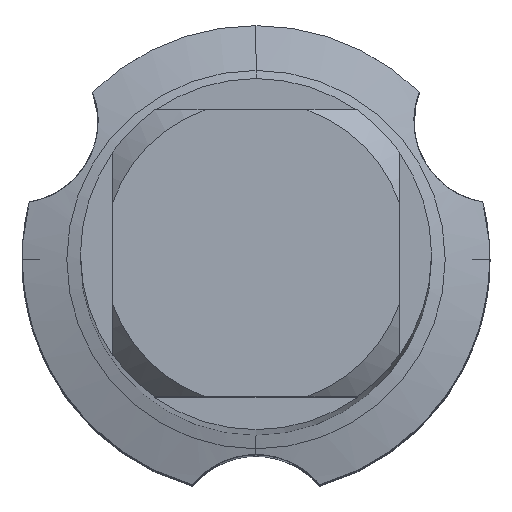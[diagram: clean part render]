
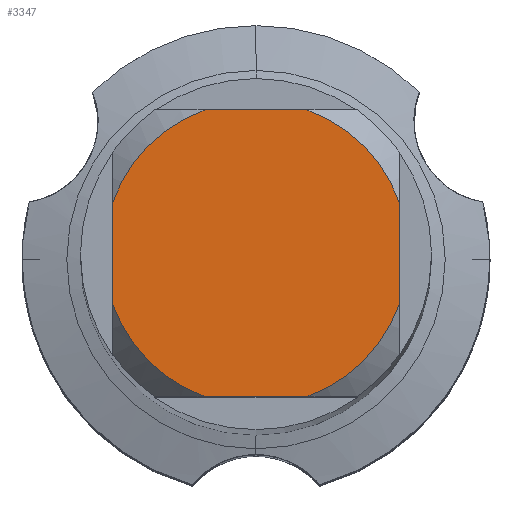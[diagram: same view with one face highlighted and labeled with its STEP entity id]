
A CAD part, top view. The second image highlights one B-rep face of the part: STEP entity #3347.
In plain terms, the highlighted planar face has unit normal (0, 0, 1).
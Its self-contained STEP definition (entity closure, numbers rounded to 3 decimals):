
#2911=VERTEX_POINT('',#8647);
#3347=ADVANCED_FACE('',(#9122),#9123,.T.);
#3379=EDGE_CURVE('',#2911,#6825,#9157,.T.);
#3553=EDGE_CURVE('',#6353,#5753,#9348,.T.);
#3855=EDGE_CURVE('',#2911,#5753,#9678,.T.);
#4133=EDGE_CURVE('',#4251,#6357,#9979,.T.);
#4159=EDGE_CURVE('',#8007,#6357,#10006,.T.);
#4251=VERTEX_POINT('',#10104);
#4315=EDGE_CURVE('',#8007,#5927,#10175,.T.);
#5753=VERTEX_POINT('',#11750);
#5927=VERTEX_POINT('',#11942);
#6353=VERTEX_POINT('',#12410);
#6357=VERTEX_POINT('',#12414);
#6773=EDGE_CURVE('',#6353,#5927,#12865,.T.);
#6787=EDGE_CURVE('',#4251,#6825,#12880,.T.);
#6825=VERTEX_POINT('',#12920);
#8007=VERTEX_POINT('',#14197);
#8647=CARTESIAN_POINT('',(2.45,-0.87,0.0));
#9122=FACE_OUTER_BOUND('',#15705,.T.);
#9123=PLANE('',#15706);
#9157=CIRCLE('',#15756,2.6);
#9348=CIRCLE('',#16048,2.6);
#9678=LINE('',#16540,#16541);
#9979=CIRCLE('',#17044,2.6);
#10006=LINE('',#17121,#17122);
#10104=CARTESIAN_POINT('',(-0.87,-2.45,0.0));
#10175=CIRCLE('',#17376,2.6);
#11750=CARTESIAN_POINT('',(2.45,0.87,0.0));
#11942=CARTESIAN_POINT('',(-0.87,2.45,0.0));
#12410=CARTESIAN_POINT('',(0.87,2.45,0.0));
#12414=CARTESIAN_POINT('',(-2.45,-0.87,0.0));
#12865=LINE('',#22008,#22009);
#12880=LINE('',#22034,#22035);
#12920=CARTESIAN_POINT('',(0.87,-2.45,0.0));
#14197=CARTESIAN_POINT('',(-2.45,0.87,0.0));
#15705=EDGE_LOOP('',(#25723,#25724,#25725,#25726,#25727,#25728,#25729,#25730));
#15706=AXIS2_PLACEMENT_3D('',#25731,#25732,#25733);
#15756=AXIS2_PLACEMENT_3D('',#25759,#25760,#25761);
#16048=AXIS2_PLACEMENT_3D('',#25950,#25951,#25952);
#16540=CARTESIAN_POINT('',(2.45,0.65,0.0));
#16541=VECTOR('',#26308,1.0);
#17044=AXIS2_PLACEMENT_3D('',#26597,#26598,#26599);
#17121=CARTESIAN_POINT('',(-2.45,0.65,0.0));
#17122=VECTOR('',#26614,1.0);
#17376=AXIS2_PLACEMENT_3D('',#26805,#26806,#26807);
#22008=CARTESIAN_POINT('',(0.0,2.45,0.0));
#22009=VECTOR('',#30117,1.0);
#22034=CARTESIAN_POINT('',(0.0,-2.45,0.0));
#22035=VECTOR('',#30130,1.0);
#25723=ORIENTED_EDGE('',*,*,#4159,.T.);
#25724=ORIENTED_EDGE('',*,*,#4133,.F.);
#25725=ORIENTED_EDGE('',*,*,#6787,.T.);
#25726=ORIENTED_EDGE('',*,*,#3379,.F.);
#25727=ORIENTED_EDGE('',*,*,#3855,.T.);
#25728=ORIENTED_EDGE('',*,*,#3553,.F.);
#25729=ORIENTED_EDGE('',*,*,#6773,.T.);
#25730=ORIENTED_EDGE('',*,*,#4315,.F.);
#25731=CARTESIAN_POINT('',(0.0,1.3,0.0));
#25732=DIRECTION('',(-0.0,0.0,1.0));
#25733=DIRECTION('',(0.0,-1.0,0.0));
#25759=CARTESIAN_POINT('',(0.0,0.0,0.0));
#25760=DIRECTION('',(0.0,0.0,-1.0));
#25761=DIRECTION('',(0.0,1.0,0.0));
#25950=CARTESIAN_POINT('',(0.0,0.0,0.0));
#25951=DIRECTION('',(0.0,0.0,-1.0));
#25952=DIRECTION('',(0.0,1.0,0.0));
#26308=DIRECTION('',(-0.0,1.0,0.0));
#26597=CARTESIAN_POINT('',(0.0,0.0,0.0));
#26598=DIRECTION('',(0.0,0.0,-1.0));
#26599=DIRECTION('',(0.0,1.0,0.0));
#26614=DIRECTION('',(-0.0,-1.0,0.0));
#26805=CARTESIAN_POINT('',(0.0,0.0,0.0));
#26806=DIRECTION('',(0.0,0.0,-1.0));
#26807=DIRECTION('',(0.0,1.0,0.0));
#30117=DIRECTION('',(-1.0,0.0,0.0));
#30130=DIRECTION('',(1.0,0.0,0.0));
